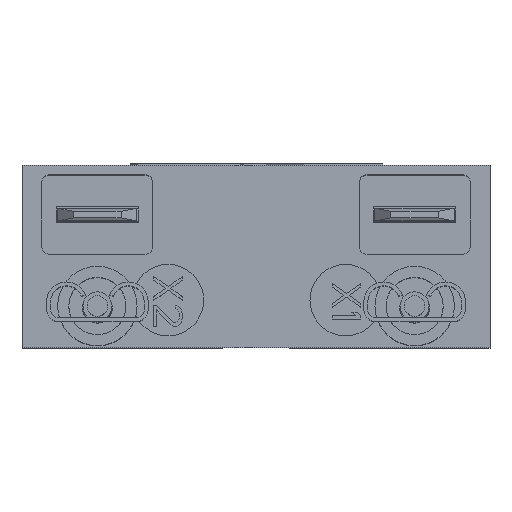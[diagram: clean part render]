
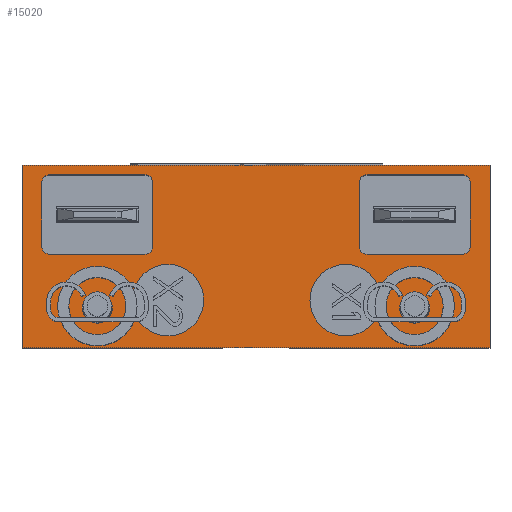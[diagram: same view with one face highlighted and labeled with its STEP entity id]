
A CAD part, top view. The second image highlights one B-rep face of the part: STEP entity #15020.
In plain terms, the highlighted planar face has unit normal (0, 0, 1).
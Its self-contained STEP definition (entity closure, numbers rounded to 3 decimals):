
#2107=DIRECTION('',(0.,-1.,0.));
#2108=VECTOR('',#2107,11.5);
#2109=CARTESIAN_POINT('',(-14.75,11.5,18.8));
#2110=LINE('',#2109,#2108);
#2111=DIRECTION('',(-1.,0.,0.));
#2112=VECTOR('',#2111,29.5);
#2113=CARTESIAN_POINT('',(14.75,11.5,18.8));
#2114=LINE('',#2113,#2112);
#2115=DIRECTION('',(0.,1.,0.));
#2116=VECTOR('',#2115,11.5);
#2117=CARTESIAN_POINT('',(14.75,0.,18.8));
#2118=LINE('',#2117,#2116);
#2119=DIRECTION('',(1.,0.,0.));
#2120=VECTOR('',#2119,29.5);
#2121=CARTESIAN_POINT('',(-14.75,0.,18.8));
#2122=LINE('',#2121,#2120);
#2123=CARTESIAN_POINT('',(-10.,2.5,18.8));
#2124=DIRECTION('',(0.,0.,1.));
#2125=DIRECTION('',(1.,0.,0.));
#2126=AXIS2_PLACEMENT_3D('',#2123,#2124,#2125);
#2128=CARTESIAN_POINT('',(-10.,2.5,18.8));
#2129=DIRECTION('',(0.,0.,1.));
#2130=DIRECTION('',(-1.,0.,0.));
#2131=AXIS2_PLACEMENT_3D('',#2128,#2129,#2130);
#2133=CARTESIAN_POINT('',(10.,2.5,18.8));
#2134=DIRECTION('',(0.,0.,1.));
#2135=DIRECTION('',(1.,0.,0.));
#2136=AXIS2_PLACEMENT_3D('',#2133,#2134,#2135);
#2138=CARTESIAN_POINT('',(10.,2.5,18.8));
#2139=DIRECTION('',(0.,0.,1.));
#2140=DIRECTION('',(-1.,0.,0.));
#2141=AXIS2_PLACEMENT_3D('',#2138,#2139,#2140);
#2143=CARTESIAN_POINT('',(-5.55,3.,18.8));
#2144=DIRECTION('',(0.,0.,1.));
#2145=DIRECTION('',(1.,0.,0.));
#2146=AXIS2_PLACEMENT_3D('',#2143,#2144,#2145);
#2148=CARTESIAN_POINT('',(-5.55,3.,18.8));
#2149=DIRECTION('',(0.,0.,1.));
#2150=DIRECTION('',(-1.,0.,0.));
#2151=AXIS2_PLACEMENT_3D('',#2148,#2149,#2150);
#2153=CARTESIAN_POINT('',(5.65,3.,18.8));
#2154=DIRECTION('',(0.,0.,1.));
#2155=DIRECTION('',(1.,0.,0.));
#2156=AXIS2_PLACEMENT_3D('',#2153,#2154,#2155);
#2158=CARTESIAN_POINT('',(5.65,3.,18.8));
#2159=DIRECTION('',(0.,0.,1.));
#2160=DIRECTION('',(-1.,0.,0.));
#2161=AXIS2_PLACEMENT_3D('',#2158,#2159,#2160);
#2163=CARTESIAN_POINT('',(-13.,10.4,18.8));
#2164=DIRECTION('',(0.,0.,1.));
#2165=DIRECTION('',(0.,1.,0.));
#2166=AXIS2_PLACEMENT_3D('',#2163,#2164,#2165);
#2168=DIRECTION('',(0.,-1.,0.));
#2169=VECTOR('',#2168,4.);
#2170=CARTESIAN_POINT('',(-13.5,10.4,18.8));
#2171=LINE('',#2170,#2169);
#2172=CARTESIAN_POINT('',(-13.,6.4,18.8));
#2173=DIRECTION('',(0.,0.,1.));
#2174=DIRECTION('',(-1.,0.,0.));
#2175=AXIS2_PLACEMENT_3D('',#2172,#2173,#2174);
#2177=DIRECTION('',(1.,0.,0.));
#2178=VECTOR('',#2177,6.);
#2179=CARTESIAN_POINT('',(-13.,5.9,18.8));
#2180=LINE('',#2179,#2178);
#2181=CARTESIAN_POINT('',(-7.,6.4,18.8));
#2182=DIRECTION('',(0.,0.,1.));
#2183=DIRECTION('',(0.,-1.,0.));
#2184=AXIS2_PLACEMENT_3D('',#2181,#2182,#2183);
#2186=DIRECTION('',(0.,1.,0.));
#2187=VECTOR('',#2186,4.);
#2188=CARTESIAN_POINT('',(-6.5,6.4,18.8));
#2189=LINE('',#2188,#2187);
#2190=CARTESIAN_POINT('',(-7.,10.4,18.8));
#2191=DIRECTION('',(0.,0.,1.));
#2192=DIRECTION('',(1.,0.,0.));
#2193=AXIS2_PLACEMENT_3D('',#2190,#2191,#2192);
#2195=DIRECTION('',(-1.,0.,0.));
#2196=VECTOR('',#2195,6.);
#2197=CARTESIAN_POINT('',(-7.,10.9,18.8));
#2198=LINE('',#2197,#2196);
#2199=DIRECTION('',(-1.,0.,0.));
#2200=VECTOR('',#2199,6.);
#2201=CARTESIAN_POINT('',(13.,10.9,18.8));
#2202=LINE('',#2201,#2200);
#2203=CARTESIAN_POINT('',(7.,10.4,18.8));
#2204=DIRECTION('',(0.,0.,1.));
#2205=DIRECTION('',(0.,1.,0.));
#2206=AXIS2_PLACEMENT_3D('',#2203,#2204,#2205);
#2208=DIRECTION('',(0.,-1.,0.));
#2209=VECTOR('',#2208,4.);
#2210=CARTESIAN_POINT('',(6.5,10.4,18.8));
#2211=LINE('',#2210,#2209);
#2212=CARTESIAN_POINT('',(7.,6.4,18.8));
#2213=DIRECTION('',(0.,0.,1.));
#2214=DIRECTION('',(-1.,0.,0.));
#2215=AXIS2_PLACEMENT_3D('',#2212,#2213,#2214);
#2217=DIRECTION('',(1.,0.,0.));
#2218=VECTOR('',#2217,6.);
#2219=CARTESIAN_POINT('',(7.,5.9,18.8));
#2220=LINE('',#2219,#2218);
#2221=CARTESIAN_POINT('',(13.,6.4,18.8));
#2222=DIRECTION('',(0.,0.,1.));
#2223=DIRECTION('',(0.,-1.,0.));
#2224=AXIS2_PLACEMENT_3D('',#2221,#2222,#2223);
#2226=DIRECTION('',(0.,1.,0.));
#2227=VECTOR('',#2226,4.);
#2228=CARTESIAN_POINT('',(13.5,6.4,18.8));
#2229=LINE('',#2228,#2227);
#2230=CARTESIAN_POINT('',(13.,10.4,18.8));
#2231=DIRECTION('',(0.,0.,1.));
#2232=DIRECTION('',(1.,0.,0.));
#2233=AXIS2_PLACEMENT_3D('',#2230,#2231,#2232);
#10258=CARTESIAN_POINT('',(-14.75,11.5,18.8));
#10259=CARTESIAN_POINT('',(-14.75,0.,18.8));
#10260=VERTEX_POINT('',#10258);
#10261=VERTEX_POINT('',#10259);
#10262=CARTESIAN_POINT('',(14.75,0.,18.8));
#10263=VERTEX_POINT('',#10262);
#10264=CARTESIAN_POINT('',(14.75,11.5,18.8));
#10265=VERTEX_POINT('',#10264);
#10266=CARTESIAN_POINT('',(-9.05,2.5,18.8));
#10267=CARTESIAN_POINT('',(-10.95,2.5,18.8));
#10268=VERTEX_POINT('',#10266);
#10269=VERTEX_POINT('',#10267);
#10270=CARTESIAN_POINT('',(10.95,2.5,18.8));
#10271=CARTESIAN_POINT('',(9.05,2.5,18.8));
#10272=VERTEX_POINT('',#10270);
#10273=VERTEX_POINT('',#10271);
#10282=CARTESIAN_POINT('',(-3.3,3.,18.8));
#10283=CARTESIAN_POINT('',(-7.8,3.,18.8));
#10284=VERTEX_POINT('',#10282);
#10285=VERTEX_POINT('',#10283);
#10286=CARTESIAN_POINT('',(7.9,3.,18.8));
#10287=CARTESIAN_POINT('',(3.4,3.,18.8));
#10288=VERTEX_POINT('',#10286);
#10289=VERTEX_POINT('',#10287);
#10558=CARTESIAN_POINT('',(-13.,10.9,18.8));
#10559=CARTESIAN_POINT('',(-13.5,10.4,18.8));
#10560=VERTEX_POINT('',#10558);
#10561=VERTEX_POINT('',#10559);
#10562=CARTESIAN_POINT('',(-13.5,6.4,18.8));
#10563=VERTEX_POINT('',#10562);
#10564=CARTESIAN_POINT('',(-13.,5.9,18.8));
#10565=VERTEX_POINT('',#10564);
#10566=CARTESIAN_POINT('',(-7.,5.9,18.8));
#10567=VERTEX_POINT('',#10566);
#10568=CARTESIAN_POINT('',(-6.5,6.4,18.8));
#10569=VERTEX_POINT('',#10568);
#10570=CARTESIAN_POINT('',(-6.5,10.4,18.8));
#10571=VERTEX_POINT('',#10570);
#10572=CARTESIAN_POINT('',(-7.,10.9,18.8));
#10573=VERTEX_POINT('',#10572);
#10574=CARTESIAN_POINT('',(13.,10.9,18.8));
#10575=CARTESIAN_POINT('',(7.,10.9,18.8));
#10576=VERTEX_POINT('',#10574);
#10577=VERTEX_POINT('',#10575);
#10578=CARTESIAN_POINT('',(6.5,10.4,18.8));
#10579=VERTEX_POINT('',#10578);
#10580=CARTESIAN_POINT('',(6.5,6.4,18.8));
#10581=VERTEX_POINT('',#10580);
#10582=CARTESIAN_POINT('',(7.,5.9,18.8));
#10583=VERTEX_POINT('',#10582);
#10584=CARTESIAN_POINT('',(13.,5.9,18.8));
#10585=VERTEX_POINT('',#10584);
#10586=CARTESIAN_POINT('',(13.5,6.4,18.8));
#10587=VERTEX_POINT('',#10586);
#10588=CARTESIAN_POINT('',(13.5,10.4,18.8));
#10589=VERTEX_POINT('',#10588);
#14950=CARTESIAN_POINT('',(0.,0.,18.8));
#14951=DIRECTION('',(0.,0.,1.));
#14952=DIRECTION('',(1.,0.,0.));
#14953=AXIS2_PLACEMENT_3D('',#14950,#14951,#14952);
#14954=PLANE('',#14953);
#14955=ORIENTED_EDGE('',*,*,#14507,.F.);
#14956=ORIENTED_EDGE('',*,*,#13577,.F.);
#14958=ORIENTED_EDGE('',*,*,#14957,.F.);
#14959=ORIENTED_EDGE('',*,*,#14526,.F.);
#14960=EDGE_LOOP('',(#14955,#14956,#14958,#14959));
#14961=FACE_OUTER_BOUND('',#14960,.F.);
#14962=ORIENTED_EDGE('',*,*,#14930,.T.);
#14963=ORIENTED_EDGE('',*,*,#14944,.T.);
#14964=EDGE_LOOP('',(#14962,#14963));
#14965=FACE_BOUND('',#14964,.F.);
#14967=ORIENTED_EDGE('',*,*,#14966,.T.);
#14969=ORIENTED_EDGE('',*,*,#14968,.T.);
#14970=EDGE_LOOP('',(#14967,#14969));
#14971=FACE_BOUND('',#14970,.F.);
#14973=ORIENTED_EDGE('',*,*,#14972,.T.);
#14975=ORIENTED_EDGE('',*,*,#14974,.T.);
#14976=EDGE_LOOP('',(#14973,#14975));
#14977=FACE_BOUND('',#14976,.F.);
#14979=ORIENTED_EDGE('',*,*,#14978,.T.);
#14981=ORIENTED_EDGE('',*,*,#14980,.T.);
#14982=EDGE_LOOP('',(#14979,#14981));
#14983=FACE_BOUND('',#14982,.F.);
#14985=ORIENTED_EDGE('',*,*,#14984,.T.);
#14987=ORIENTED_EDGE('',*,*,#14986,.T.);
#14989=ORIENTED_EDGE('',*,*,#14988,.T.);
#14991=ORIENTED_EDGE('',*,*,#14990,.T.);
#14993=ORIENTED_EDGE('',*,*,#14992,.T.);
#14995=ORIENTED_EDGE('',*,*,#14994,.T.);
#14997=ORIENTED_EDGE('',*,*,#14996,.T.);
#14999=ORIENTED_EDGE('',*,*,#14998,.T.);
#15000=EDGE_LOOP('',(#14985,#14987,#14989,#14991,#14993,#14995,#14997,#14999));
#15001=FACE_BOUND('',#15000,.F.);
#15003=ORIENTED_EDGE('',*,*,#15002,.T.);
#15005=ORIENTED_EDGE('',*,*,#15004,.T.);
#15007=ORIENTED_EDGE('',*,*,#15006,.T.);
#15009=ORIENTED_EDGE('',*,*,#15008,.T.);
#15011=ORIENTED_EDGE('',*,*,#15010,.T.);
#15013=ORIENTED_EDGE('',*,*,#15012,.T.);
#15015=ORIENTED_EDGE('',*,*,#15014,.T.);
#15017=ORIENTED_EDGE('',*,*,#15016,.T.);
#15018=EDGE_LOOP('',(#15003,#15005,#15007,#15009,#15011,#15013,#15015,#15017));
#15019=FACE_BOUND('',#15018,.F.);
#15020=ADVANCED_FACE('',(#14961,#14965,#14971,#14977,#14983,#15001,#15019),
#14954,.T.);
#2127=CIRCLE('',#2126,0.95);
#2132=CIRCLE('',#2131,0.95);
#2137=CIRCLE('',#2136,0.95);
#2142=CIRCLE('',#2141,0.95);
#2147=CIRCLE('',#2146,2.25);
#2152=CIRCLE('',#2151,2.25);
#2157=CIRCLE('',#2156,2.25);
#2162=CIRCLE('',#2161,2.25);
#2167=CIRCLE('',#2166,0.5);
#2176=CIRCLE('',#2175,0.5);
#2185=CIRCLE('',#2184,0.5);
#2194=CIRCLE('',#2193,0.5);
#2207=CIRCLE('',#2206,0.5);
#2216=CIRCLE('',#2215,0.5);
#2225=CIRCLE('',#2224,0.5);
#2234=CIRCLE('',#2233,0.5);
#13577=EDGE_CURVE('',#10265,#10260,#2114,.T.);
#14507=EDGE_CURVE('',#10260,#10261,#2110,.T.);
#14526=EDGE_CURVE('',#10261,#10263,#2122,.T.);
#14930=EDGE_CURVE('',#10268,#10269,#2127,.T.);
#14944=EDGE_CURVE('',#10269,#10268,#2132,.T.);
#14957=EDGE_CURVE('',#10263,#10265,#2118,.T.);
#14966=EDGE_CURVE('',#10272,#10273,#2137,.T.);
#14968=EDGE_CURVE('',#10273,#10272,#2142,.T.);
#14972=EDGE_CURVE('',#10284,#10285,#2147,.T.);
#14974=EDGE_CURVE('',#10285,#10284,#2152,.T.);
#14978=EDGE_CURVE('',#10288,#10289,#2157,.T.);
#14980=EDGE_CURVE('',#10289,#10288,#2162,.T.);
#14984=EDGE_CURVE('',#10560,#10561,#2167,.T.);
#14986=EDGE_CURVE('',#10561,#10563,#2171,.T.);
#14988=EDGE_CURVE('',#10563,#10565,#2176,.T.);
#14990=EDGE_CURVE('',#10565,#10567,#2180,.T.);
#14992=EDGE_CURVE('',#10567,#10569,#2185,.T.);
#14994=EDGE_CURVE('',#10569,#10571,#2189,.T.);
#14996=EDGE_CURVE('',#10571,#10573,#2194,.T.);
#14998=EDGE_CURVE('',#10573,#10560,#2198,.T.);
#15002=EDGE_CURVE('',#10576,#10577,#2202,.T.);
#15004=EDGE_CURVE('',#10577,#10579,#2207,.T.);
#15006=EDGE_CURVE('',#10579,#10581,#2211,.T.);
#15008=EDGE_CURVE('',#10581,#10583,#2216,.T.);
#15010=EDGE_CURVE('',#10583,#10585,#2220,.T.);
#15012=EDGE_CURVE('',#10585,#10587,#2225,.T.);
#15014=EDGE_CURVE('',#10587,#10589,#2229,.T.);
#15016=EDGE_CURVE('',#10589,#10576,#2234,.T.);
